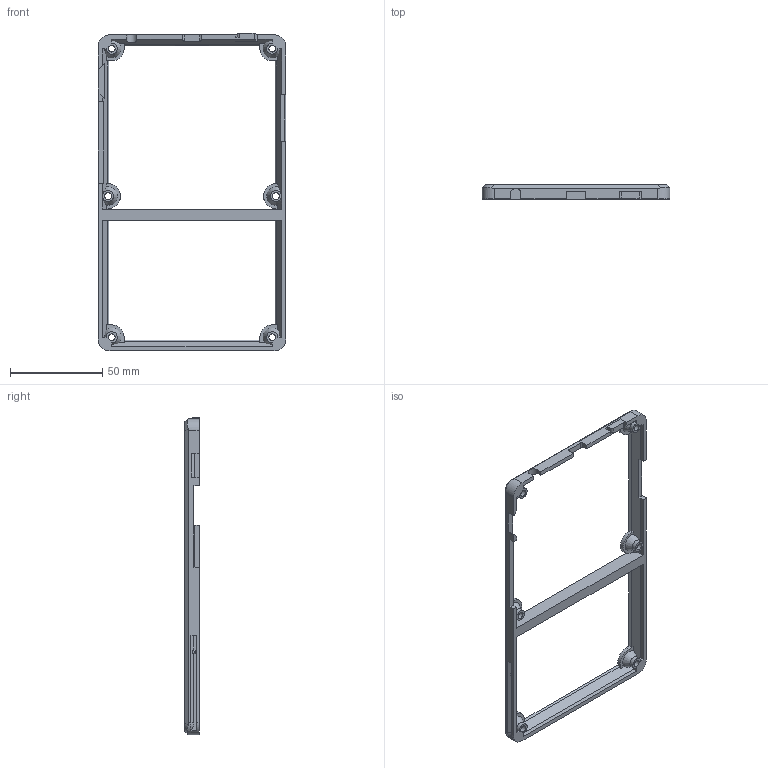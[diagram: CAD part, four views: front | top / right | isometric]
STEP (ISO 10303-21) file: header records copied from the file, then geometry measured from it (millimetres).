
FILE_DESCRIPTION(/* description */ ('Unknown'),/* implementation_level */ '2;1');
FILE_NAME(/* name */ 'Custom_back_v.4_model_A',/* time_stamp */ '2025-06-25T13:54:41-07:00',/* author */ ('Unknown'),/* organization */ ('Unknown'),/* preprocessor_version */ 'ST-DEVELOPER v19.4',/* originating_system */ 'Solid Edge',/* authorisation */ 'Unknown');
FILE_SCHEMA (('AUTOMOTIVE_DESIGN {1 0 10303 214 3 1 1}'));
Length unit declared in the file: millimetre
Products named in the file (1): Custom_back_v.4_model_A
Bounding box: 101.9 x 7.75 x 172.38 mm (x, y, z)
Volume: 18362 mm3; surface area: 16283.5 mm2
Topology: 1 solids, 1 shells, 166 faces, 481 edges, 322 vertices
Faces by surface type: plane 117, cylinder 41, cone 8
Full cylindrical faces by diameter (mm): 3.7 x6, 6 x8
Entity records: 5413 total; most frequent: CARTESIAN_POINT 1082, ORIENTED_EDGE 910, DIRECTION 845, EDGE_CURVE 455, LINE 319, VECTOR 319, VERTEX_POINT 312, AXIS2_PLACEMENT_3D 263
